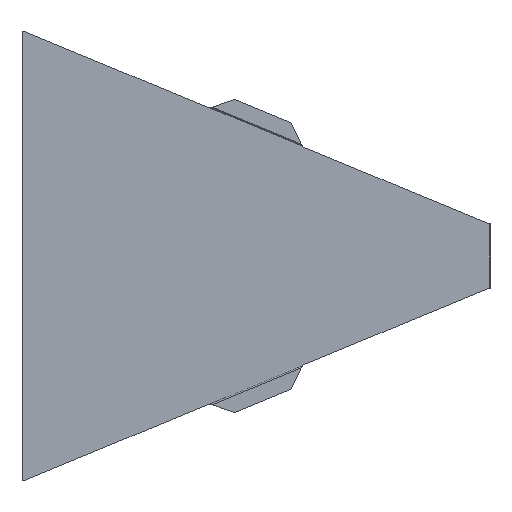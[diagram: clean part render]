
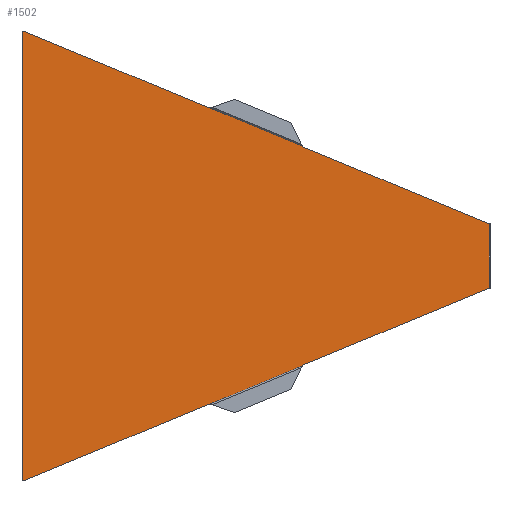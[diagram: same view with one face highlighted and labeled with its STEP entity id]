
A CAD part, front view. The second image highlights one B-rep face of the part: STEP entity #1502.
In plain terms, the highlighted planar face has unit normal (0, -1, 0).
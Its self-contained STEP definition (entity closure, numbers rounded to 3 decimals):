
#2 = LINE ( 'NONE', #279, #674 ) ;
#7 = VERTEX_POINT ( 'NONE', #950 ) ;
#21 = EDGE_CURVE ( 'NONE', #660, #7, #524, .T. ) ;
#24 = VERTEX_POINT ( 'NONE', #444 ) ;
#67 = ORIENTED_EDGE ( 'NONE', *, *, #1418, .T. ) ;
#77 = EDGE_CURVE ( 'NONE', #1432, #1474, #1126, .T. ) ;
#107 = CARTESIAN_POINT ( 'NONE',  ( 46.065, -0.7, 108.043 ) ) ;
#137 = DIRECTION ( 'NONE',  ( 0.924, 0., 0.383 ) ) ;
#142 = LINE ( 'NONE', #261, #421 ) ;
#190 = CARTESIAN_POINT ( 'NONE',  ( 230.3, -0.7, -32. ) ) ;
#195 = B_SPLINE_CURVE_WITH_KNOTS ( 'NONE', 3,
 ( #521, #537, #619, #624 ),
 .UNSPECIFIED., .F., .F.,
 ( 4, 4 ),
 ( 0.006, 0.006 ),
 .UNSPECIFIED. ) ;
#203 = VERTEX_POINT ( 'NONE', #1394 ) ;
#204 = CARTESIAN_POINT ( 'NONE',  ( 46.194, -0.7, -107.845 ) ) ;
#224 = VERTEX_POINT ( 'NONE', #1525 ) ;
#225 = EDGE_LOOP ( 'NONE', ( #406, #1148, #675, #566, #693, #1004, #67, #945, #610, #453, #814, #1216, #1341, #1274, #507, #296 ) ) ;
#228 = CARTESIAN_POINT ( 'NONE',  ( 229.3, -0.7, -32. ) ) ;
#239 = LINE ( 'NONE', #848, #1551 ) ;
#261 = CARTESIAN_POINT ( 'NONE',  ( -229.3, -0.7, 221.958 ) ) ;
#279 = CARTESIAN_POINT ( 'NONE',  ( 229.3, -0.7, 32. ) ) ;
#280 = EDGE_CURVE ( 'NONE', #1474, #1496, #1188, .T. ) ;
#296 = ORIENTED_EDGE ( 'NONE', *, *, #77, .F. ) ;
#306 = EDGE_CURVE ( 'NONE', #886, #1309, #1062, .T. ) ;
#317 = CARTESIAN_POINT ( 'NONE',  ( -45.504, -0.7, -146.276 ) ) ;
#325 = CARTESIAN_POINT ( 'NONE',  ( 46.194, -0.7, -107.845 ) ) ;
#340 = DIRECTION ( 'NONE',  ( -0.924, 0., 0.383 ) ) ;
#401 = CARTESIAN_POINT ( 'NONE',  ( 229.3, -0.7, -32. ) ) ;
#402 = LINE ( 'NONE', #467, #1399 ) ;
#406 = ORIENTED_EDGE ( 'NONE', *, *, #764, .T. ) ;
#414 = DIRECTION ( 'NONE',  ( 0., 0., -1. ) ) ;
#421 = VECTOR ( 'NONE', #1596, 1000. ) ;
#444 = CARTESIAN_POINT ( 'NONE',  ( 46.194, -0.7, 107.845 ) ) ;
#453 = ORIENTED_EDGE ( 'NONE', *, *, #306, .T. ) ;
#458 = EDGE_CURVE ( 'NONE', #606, #909, #1229, .T. ) ;
#467 = CARTESIAN_POINT ( 'NONE',  ( -245.987, -0.7, 229.319 ) ) ;
#475 = CARTESIAN_POINT ( 'NONE',  ( -45.504, -0.7, -146.276 ) ) ;
#481 = VERTEX_POINT ( 'NONE', #401 ) ;
#507 = ORIENTED_EDGE ( 'NONE', *, *, #280, .F. ) ;
#516 = PLANE ( 'NONE',  #962 ) ;
#517 = LINE ( 'NONE', #228, #1437 ) ;
#521 = CARTESIAN_POINT ( 'NONE',  ( -46.194, -0.7, 146.113 ) ) ;
#524 = LINE ( 'NONE', #1051, #861 ) ;
#526 = DIRECTION ( 'NONE',  ( 0.924, 0., 0.383 ) ) ;
#535 = CARTESIAN_POINT ( 'NONE',  ( -231., -0.7, 32. ) ) ;
#537 = CARTESIAN_POINT ( 'NONE',  ( -45.963, -0.7, 146.162 ) ) ;
#543 = DIRECTION ( 'NONE',  ( -0.924, 0., 0.383 ) ) ;
#556 = EDGE_CURVE ( 'NONE', #935, #481, #1201, .T. ) ;
#566 = ORIENTED_EDGE ( 'NONE', *, *, #1360, .F. ) ;
#596 = CARTESIAN_POINT ( 'NONE',  ( -229.3, -0.7, -221.958 ) ) ;
#601 = CARTESIAN_POINT ( 'NONE',  ( 45.821, -0.7, -108.448 ) ) ;
#602 = DIRECTION ( 'NONE',  ( 0.924, 0., 0.383 ) ) ;
#606 = VERTEX_POINT ( 'NONE', #596 ) ;
#610 = ORIENTED_EDGE ( 'NONE', *, *, #1247, .T. ) ;
#615 = CARTESIAN_POINT ( 'NONE',  ( -46.194, -0.7, 146.113 ) ) ;
#618 = B_SPLINE_CURVE_WITH_KNOTS ( 'NONE', 3,
 ( #325, #1115, #620, #1490 ),
 .UNSPECIFIED., .F., .F.,
 ( 4, 4 ),
 ( 0.006, 0.006 ),
 .UNSPECIFIED. ) ;
#619 = CARTESIAN_POINT ( 'NONE',  ( -45.731, -0.7, 146.21 ) ) ;
#620 = CARTESIAN_POINT ( 'NONE',  ( 45.935, -0.7, -108.241 ) ) ;
#624 = CARTESIAN_POINT ( 'NONE',  ( -45.504, -0.7, 146.276 ) ) ;
#660 = VERTEX_POINT ( 'NONE', #615 ) ;
#663 = CARTESIAN_POINT ( 'NONE',  ( 229.3, -0.7, -32. ) ) ;
#674 = VECTOR ( 'NONE', #1605, 1000. ) ;
#675 = ORIENTED_EDGE ( 'NONE', *, *, #1307, .T. ) ;
#686 = DIRECTION ( 'NONE',  ( 1., 0., 0. ) ) ;
#693 = ORIENTED_EDGE ( 'NONE', *, *, #21, .T. ) ;
#721 = LINE ( 'NONE', #998, #1300 ) ;
#760 = FACE_OUTER_BOUND ( 'NONE', #225, .T. ) ;
#764 = EDGE_CURVE ( 'NONE', #1432, #24, #2, .T. ) ;
#783 = CARTESIAN_POINT ( 'NONE',  ( -231., -0.7, -221.958 ) ) ;
#788 = DIRECTION ( 'NONE',  ( -1., 0., 0. ) ) ;
#791 = CARTESIAN_POINT ( 'NONE',  ( -46.194, -0.7, -146.113 ) ) ;
#814 = ORIENTED_EDGE ( 'NONE', *, *, #1565, .T. ) ;
#844 = VECTOR ( 'NONE', #414, 1000. ) ;
#848 = CARTESIAN_POINT ( 'NONE',  ( 229.3, -0.7, -32. ) ) ;
#852 = CARTESIAN_POINT ( 'NONE',  ( 46.194, -0.7, 107.845 ) ) ;
#861 = VECTOR ( 'NONE', #543, 1000. ) ;
#862 = CARTESIAN_POINT ( 'NONE',  ( 230.3, -0.7, 265.5 ) ) ;
#886 = VERTEX_POINT ( 'NONE', #791 ) ;
#905 = VECTOR ( 'NONE', #788, 1000. ) ;
#909 = VERTEX_POINT ( 'NONE', #1173 ) ;
#927 = EDGE_CURVE ( 'NONE', #481, #1496, #239, .T. ) ;
#935 = VERTEX_POINT ( 'NONE', #204 ) ;
#945 = ORIENTED_EDGE ( 'NONE', *, *, #458, .F. ) ;
#950 = CARTESIAN_POINT ( 'NONE',  ( -229.3, -0.7, 221.958 ) ) ;
#962 = AXIS2_PLACEMENT_3D ( 'NONE', #1581, #1644, #1521 ) ;
#998 = CARTESIAN_POINT ( 'NONE',  ( -58.25, -0.7, -151.555 ) ) ;
#1004 = ORIENTED_EDGE ( 'NONE', *, *, #1518, .T. ) ;
#1007 = CARTESIAN_POINT ( 'NONE',  ( -46.194, -0.7, -146.113 ) ) ;
#1035 = VERTEX_POINT ( 'NONE', #1365 ) ;
#1051 = CARTESIAN_POINT ( 'NONE',  ( 229.3, -0.7, 32. ) ) ;
#1059 = CARTESIAN_POINT ( 'NONE',  ( -45.963, -0.7, -146.162 ) ) ;
#1062 = B_SPLINE_CURVE_WITH_KNOTS ( 'NONE', 3,
 ( #1007, #1059, #1375, #317 ),
 .UNSPECIFIED., .F., .F.,
 ( 4, 4 ),
 ( 0.006, 0.006 ),
 .UNSPECIFIED. ) ;
#1101 = B_SPLINE_CURVE_WITH_KNOTS ( 'NONE', 3,
 ( #852, #107, #1646, #1122 ),
 .UNSPECIFIED., .F., .F.,
 ( 4, 4 ),
 ( 0.006, 0.006 ),
 .UNSPECIFIED. ) ;
#1115 = CARTESIAN_POINT ( 'NONE',  ( 46.065, -0.7, -108.043 ) ) ;
#1122 = CARTESIAN_POINT ( 'NONE',  ( 45.821, -0.7, 108.448 ) ) ;
#1126 = LINE ( 'NONE', #535, #1408 ) ;
#1148 = ORIENTED_EDGE ( 'NONE', *, *, #1652, .T. ) ;
#1173 = CARTESIAN_POINT ( 'NONE',  ( -230.3, -0.7, -221.958 ) ) ;
#1188 = LINE ( 'NONE', #862, #844 ) ;
#1201 = LINE ( 'NONE', #663, #1488 ) ;
#1216 = ORIENTED_EDGE ( 'NONE', *, *, #1601, .F. ) ;
#1229 = LINE ( 'NONE', #783, #905 ) ;
#1241 = DIRECTION ( 'NONE',  ( 1., 0., 0. ) ) ;
#1247 = EDGE_CURVE ( 'NONE', #606, #886, #517, .T. ) ;
#1271 = CARTESIAN_POINT ( 'NONE',  ( 230.3, -0.7, 32. ) ) ;
#1274 = ORIENTED_EDGE ( 'NONE', *, *, #927, .T. ) ;
#1300 = VECTOR ( 'NONE', #602, 1000. ) ;
#1307 = EDGE_CURVE ( 'NONE', #1035, #224, #402, .T. ) ;
#1309 = VERTEX_POINT ( 'NONE', #475 ) ;
#1341 = ORIENTED_EDGE ( 'NONE', *, *, #556, .T. ) ;
#1360 = EDGE_CURVE ( 'NONE', #660, #224, #195, .T. ) ;
#1365 = CARTESIAN_POINT ( 'NONE',  ( 45.821, -0.7, 108.448 ) ) ;
#1366 = VERTEX_POINT ( 'NONE', #601 ) ;
#1375 = CARTESIAN_POINT ( 'NONE',  ( -45.731, -0.7, -146.21 ) ) ;
#1394 = CARTESIAN_POINT ( 'NONE',  ( -230.3, -0.7, 221.958 ) ) ;
#1399 = VECTOR ( 'NONE', #340, 1000. ) ;
#1405 = DIRECTION ( 'NONE',  ( 0., 0., -1. ) ) ;
#1408 = VECTOR ( 'NONE', #686, 1000. ) ;
#1413 = CARTESIAN_POINT ( 'NONE',  ( -230.3, -0.7, 265.5 ) ) ;
#1418 = EDGE_CURVE ( 'NONE', #203, #909, #1660, .T. ) ;
#1432 = VERTEX_POINT ( 'NONE', #1604 ) ;
#1437 = VECTOR ( 'NONE', #137, 1000. ) ;
#1474 = VERTEX_POINT ( 'NONE', #1271 ) ;
#1488 = VECTOR ( 'NONE', #526, 1000. ) ;
#1490 = CARTESIAN_POINT ( 'NONE',  ( 45.821, -0.7, -108.448 ) ) ;
#1496 = VERTEX_POINT ( 'NONE', #190 ) ;
#1502 = ADVANCED_FACE ( 'NONE', ( #760 ), #516, .F. ) ;
#1518 = EDGE_CURVE ( 'NONE', #7, #203, #142, .T. ) ;
#1521 = DIRECTION ( 'NONE',  ( 0., 0., 1. ) ) ;
#1525 = CARTESIAN_POINT ( 'NONE',  ( -45.504, -0.7, 146.276 ) ) ;
#1551 = VECTOR ( 'NONE', #1241, 1000. ) ;
#1565 = EDGE_CURVE ( 'NONE', #1309, #1366, #721, .T. ) ;
#1581 = CARTESIAN_POINT ( 'NONE',  ( -231., -0.7, 265.5 ) ) ;
#1596 = DIRECTION ( 'NONE',  ( -1., 0., 0. ) ) ;
#1601 = EDGE_CURVE ( 'NONE', #935, #1366, #618, .T. ) ;
#1604 = CARTESIAN_POINT ( 'NONE',  ( 229.3, -0.7, 32. ) ) ;
#1605 = DIRECTION ( 'NONE',  ( -0.924, 0., 0.383 ) ) ;
#1618 = VECTOR ( 'NONE', #1405, 1000. ) ;
#1644 = DIRECTION ( 'NONE',  ( 0., 1., 0. ) ) ;
#1646 = CARTESIAN_POINT ( 'NONE',  ( 45.935, -0.7, 108.241 ) ) ;
#1652 = EDGE_CURVE ( 'NONE', #24, #1035, #1101, .T. ) ;
#1660 = LINE ( 'NONE', #1413, #1618 ) ;
